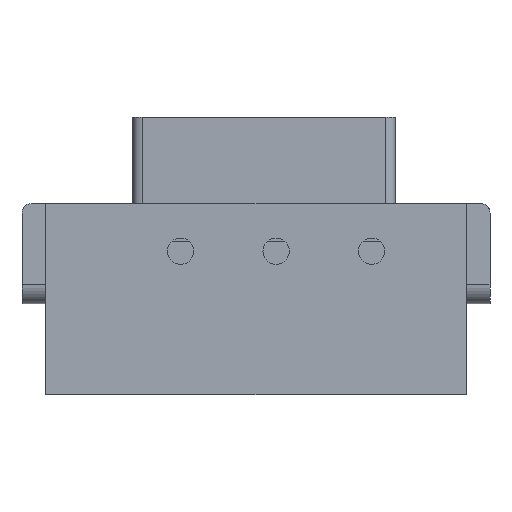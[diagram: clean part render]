
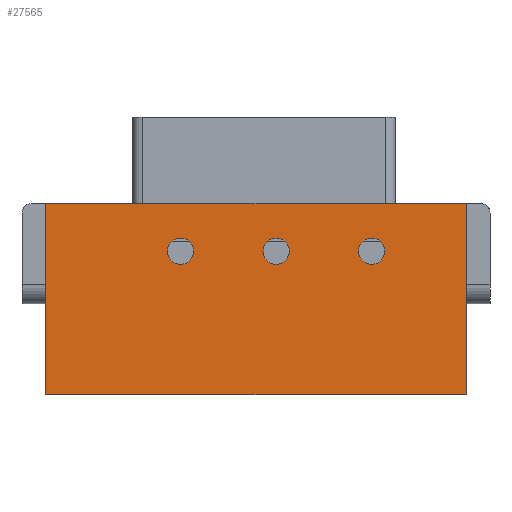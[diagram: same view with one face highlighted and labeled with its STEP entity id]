
A CAD part, left-side view. The second image highlights one B-rep face of the part: STEP entity #27565.
In plain terms, the highlighted planar face has unit normal (-1, 0, 0).
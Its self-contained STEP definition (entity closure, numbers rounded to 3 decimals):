
#2474=FACE_BOUND('',#5215,.T.);
#2475=FACE_BOUND('',#5216,.T.);
#2476=FACE_BOUND('',#5217,.T.);
#2647=PLANE('',#29478);
#3416=FACE_OUTER_BOUND('',#5214,.T.);
#5214=EDGE_LOOP('',(#20140,#20141,#20142,#20143));
#5215=EDGE_LOOP('',(#20144));
#5216=EDGE_LOOP('',(#20145));
#5217=EDGE_LOOP('',(#20146));
#6838=LINE('',#36127,#9193);
#6905=LINE('',#36326,#9260);
#6911=LINE('',#36337,#9266);
#6912=LINE('',#36339,#9267);
#9193=VECTOR('',#31478,10.);
#9260=VECTOR('',#31681,10.);
#9266=VECTOR('',#31691,10.);
#9267=VECTOR('',#31694,10.);
#11613=CIRCLE('',#29388,2.75);
#11615=CIRCLE('',#29391,2.75);
#11617=CIRCLE('',#29394,2.75);
#12099=VERTEX_POINT('',#36083);
#12101=VERTEX_POINT('',#36089);
#12103=VERTEX_POINT('',#36095);
#12110=VERTEX_POINT('',#36120);
#12113=VERTEX_POINT('',#36125);
#12177=VERTEX_POINT('',#36325);
#12180=VERTEX_POINT('',#36335);
#15100=EDGE_CURVE('',#12099,#12099,#11613,.T.);
#15103=EDGE_CURVE('',#12101,#12101,#11615,.T.);
#15106=EDGE_CURVE('',#12103,#12103,#11617,.T.);
#15119=EDGE_CURVE('',#12113,#12110,#6838,.T.);
#15216=EDGE_CURVE('',#12110,#12177,#6905,.T.);
#15222=EDGE_CURVE('',#12113,#12180,#6911,.T.);
#15223=EDGE_CURVE('',#12177,#12180,#6912,.T.);
#20140=ORIENTED_EDGE('',*,*,#15222,.T.);
#20141=ORIENTED_EDGE('',*,*,#15223,.F.);
#20142=ORIENTED_EDGE('',*,*,#15216,.F.);
#20143=ORIENTED_EDGE('',*,*,#15119,.F.);
#20144=ORIENTED_EDGE('',*,*,#15100,.T.);
#20145=ORIENTED_EDGE('',*,*,#15103,.T.);
#20146=ORIENTED_EDGE('',*,*,#15106,.T.);
#27565=ADVANCED_FACE('',(#3416,#2474,#2475,#2476),#2647,.T.);
#29388=AXIS2_PLACEMENT_3D('',#36085,#31430,#31431);
#29391=AXIS2_PLACEMENT_3D('',#36091,#31437,#31438);
#29394=AXIS2_PLACEMENT_3D('',#36097,#31444,#31445);
#29478=AXIS2_PLACEMENT_3D('',#36338,#31692,#31693);
#31430=DIRECTION('center_axis',(1.,0.,0.));
#31431=DIRECTION('ref_axis',(0.,1.,0.));
#31437=DIRECTION('center_axis',(1.,0.,0.));
#31438=DIRECTION('ref_axis',(0.,1.,0.));
#31444=DIRECTION('center_axis',(1.,0.,0.));
#31445=DIRECTION('ref_axis',(0.,1.,0.));
#31478=DIRECTION('',(0.,-1.,0.));
#31681=DIRECTION('',(0.,0.,-1.));
#31691=DIRECTION('',(0.,0.,-1.));
#31692=DIRECTION('center_axis',(-1.,0.,0.));
#31693=DIRECTION('ref_axis',(0.,1.,0.));
#31694=DIRECTION('',(0.,1.,0.));
#36083=CARTESIAN_POINT('',(-42.63,-25.277,-26.07));
#36085=CARTESIAN_POINT('Origin',(-42.63,-22.527,-26.07));
#36089=CARTESIAN_POINT('',(-42.63,-5.277,-26.07));
#36091=CARTESIAN_POINT('Origin',(-42.63,-2.527,-26.07));
#36095=CARTESIAN_POINT('',(-42.63,14.723,-26.07));
#36097=CARTESIAN_POINT('Origin',(-42.63,17.473,-26.07));
#36120=CARTESIAN_POINT('',(-42.63,-42.317,-16.07));
#36125=CARTESIAN_POINT('',(-42.63,45.673,-16.07));
#36127=CARTESIAN_POINT('',(-42.63,-42.317,-16.07));
#36325=CARTESIAN_POINT('',(-42.63,-42.317,-56.07));
#36326=CARTESIAN_POINT('',(-42.63,-42.317,-54.07));
#36335=CARTESIAN_POINT('',(-42.63,45.673,-56.07));
#36337=CARTESIAN_POINT('',(-42.63,45.673,-54.07));
#36338=CARTESIAN_POINT('Origin',(-42.63,-42.317,-54.07));
#36339=CARTESIAN_POINT('',(-42.63,-38.317,-56.07));
